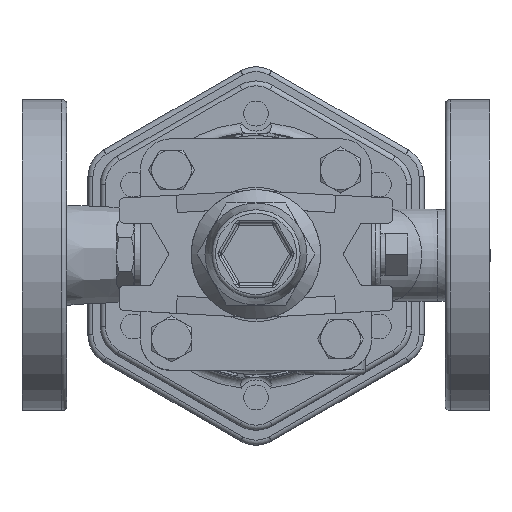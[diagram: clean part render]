
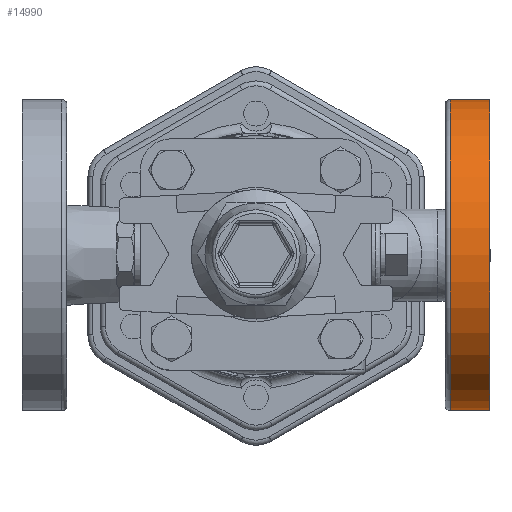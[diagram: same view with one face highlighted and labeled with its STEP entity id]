
A CAD part, top view. The second image highlights one B-rep face of the part: STEP entity #14990.
In plain terms, the highlighted cylindrical face has radius 62.5 mm (diameter 125 mm), a full revolution.
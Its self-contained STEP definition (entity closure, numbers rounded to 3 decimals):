
#2896=FACE_BOUND('',#5064,.T.);
#3115=CYLINDRICAL_SURFACE('',#16590,62.5);
#3893=FACE_OUTER_BOUND('',#5063,.T.);
#5063=EDGE_LOOP('',(#12854));
#5064=EDGE_LOOP('',(#12855));
#6015=CIRCLE('',#16591,62.5);
#6016=CIRCLE('',#16592,62.5);
#7244=VERTEX_POINT('',#26066);
#7245=VERTEX_POINT('',#26068);
#9187=EDGE_CURVE('',#7244,#7244,#6015,.T.);
#9188=EDGE_CURVE('',#7245,#7245,#6016,.T.);
#12854=ORIENTED_EDGE('',*,*,#9187,.F.);
#12855=ORIENTED_EDGE('',*,*,#9188,.T.);
#14990=ADVANCED_FACE('',(#3893,#2896),#3115,.T.);
#16590=AXIS2_PLACEMENT_3D('',#26065,#20202,#20203);
#16591=AXIS2_PLACEMENT_3D('',#26067,#20204,#20205);
#16592=AXIS2_PLACEMENT_3D('',#26069,#20206,#20207);
#20202=DIRECTION('center_axis',(-1.,0.,0.));
#20203=DIRECTION('ref_axis',(0.,0.,1.));
#20204=DIRECTION('center_axis',(-1.,0.,0.));
#20205=DIRECTION('ref_axis',(0.,0.,1.));
#20206=DIRECTION('center_axis',(-1.,0.,0.));
#20207=DIRECTION('ref_axis',(0.,0.,1.));
#26065=CARTESIAN_POINT('Origin',(94.,0.,94.));
#26066=CARTESIAN_POINT('',(78.,0.,31.5));
#26067=CARTESIAN_POINT('Origin',(78.,0.,94.));
#26068=CARTESIAN_POINT('',(94.,0.,31.5));
#26069=CARTESIAN_POINT('Origin',(94.,0.,94.));
